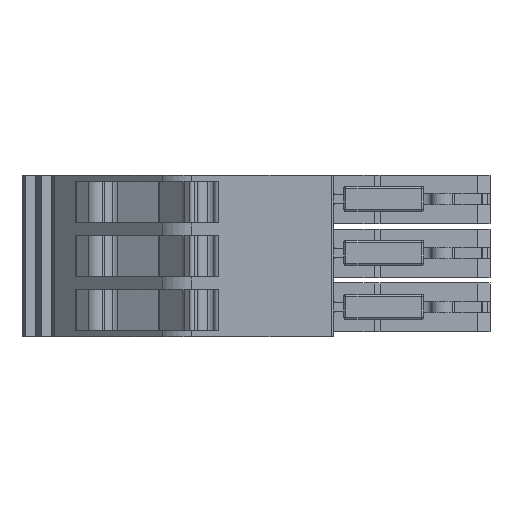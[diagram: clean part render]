
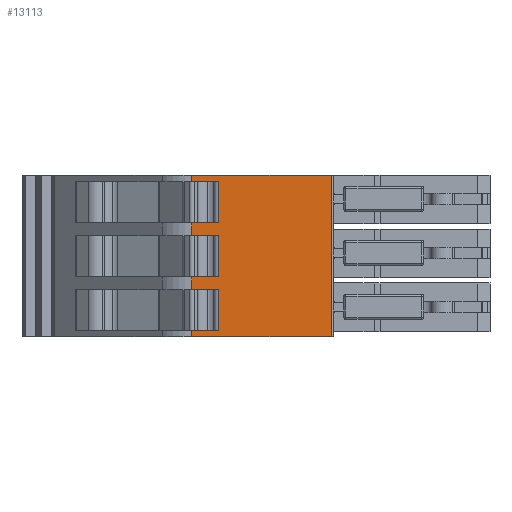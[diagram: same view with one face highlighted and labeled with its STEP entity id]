
A CAD part, left-side view. The second image highlights one B-rep face of the part: STEP entity #13113.
In plain terms, the highlighted planar face has unit normal (-1, 0, 0).
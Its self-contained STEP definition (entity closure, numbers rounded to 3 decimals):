
#46 = CARTESIAN_POINT ( 'NONE',  ( -6.359, 28.742, 5.2 ) ) ;
#82 = CARTESIAN_POINT ( 'NONE',  ( -6.359, 28.742, 4.55 ) ) ;
#89 = AXIS2_PLACEMENT_3D ( 'NONE', #11936, #13271, #6989 ) ;
#141 = ORIENTED_EDGE ( 'NONE', *, *, #5754, .T. ) ;
#312 = CARTESIAN_POINT ( 'NONE',  ( -6.359, 15.281, 5.2 ) ) ;
#427 = ORIENTED_EDGE ( 'NONE', *, *, #1281, .T. ) ;
#519 = EDGE_CURVE ( 'NONE', #6138, #11843, #5757, .T. ) ;
#577 = CARTESIAN_POINT ( 'NONE',  ( -6.359, 28.742, -0.65 ) ) ;
#642 = VECTOR ( 'NONE', #9316, 1000. ) ;
#926 = VECTOR ( 'NONE', #2706, 1000. ) ;
#1062 = LINE ( 'NONE', #3936, #13121 ) ;
#1133 = ORIENTED_EDGE ( 'NONE', *, *, #7813, .T. ) ;
#1231 = CARTESIAN_POINT ( 'NONE',  ( -6.359, 28.742, 0. ) ) ;
#1238 = LINE ( 'NONE', #8970, #926 ) ;
#1281 = EDGE_CURVE ( 'NONE', #10714, #3712, #6887, .T. ) ;
#1351 = VECTOR ( 'NONE', #2785, 1000. ) ;
#1430 = CARTESIAN_POINT ( 'NONE',  ( -6.359, 15.281, 4.55 ) ) ;
#1481 = ORIENTED_EDGE ( 'NONE', *, *, #13189, .T. ) ;
#1525 = LINE ( 'NONE', #5127, #12111 ) ;
#1888 = VECTOR ( 'NONE', #8338, 1000. ) ;
#2039 = EDGE_CURVE ( 'NONE', #11309, #10427, #1525, .T. ) ;
#2211 = EDGE_CURVE ( 'NONE', #9995, #7391, #6057, .T. ) ;
#2271 = VECTOR ( 'NONE', #5726, 1000. ) ;
#2362 = VECTOR ( 'NONE', #4176, 1000. ) ;
#2706 = DIRECTION ( 'NONE',  ( 0., 0., -1. ) ) ;
#2785 = DIRECTION ( 'NONE',  ( 0., -1., 0. ) ) ;
#3150 = CARTESIAN_POINT ( 'NONE',  ( -6.359, 26.119, 4.55 ) ) ;
#3230 = EDGE_CURVE ( 'NONE', #6164, #4059, #11269, .T. ) ;
#3232 = VECTOR ( 'NONE', #10519, 1000. ) ;
#3366 = ORIENTED_EDGE ( 'NONE', *, *, #4802, .T. ) ;
#3420 = LINE ( 'NONE', #7212, #9462 ) ;
#3599 = VECTOR ( 'NONE', #4655, 1000. ) ;
#3712 = VERTEX_POINT ( 'NONE', #12229 ) ;
#3877 = EDGE_CURVE ( 'NONE', #8144, #11843, #8800, .T. ) ;
#3936 = CARTESIAN_POINT ( 'NONE',  ( -6.359, 15.281, 0.6 ) ) ;
#3971 = CARTESIAN_POINT ( 'NONE',  ( -6.359, 28.742, -5.85 ) ) ;
#4059 = VERTEX_POINT ( 'NONE', #6776 ) ;
#4100 = VECTOR ( 'NONE', #10727, 1000. ) ;
#4126 = ORIENTED_EDGE ( 'NONE', *, *, #519, .F. ) ;
#4130 = CARTESIAN_POINT ( 'NONE',  ( -6.359, 26.119, -9.8 ) ) ;
#4176 = DIRECTION ( 'NONE',  ( 0., -1., 0. ) ) ;
#4422 = DIRECTION ( 'NONE',  ( 0., -1., 0. ) ) ;
#4464 = LINE ( 'NONE', #13445, #1888 ) ;
#4497 = EDGE_CURVE ( 'NONE', #7998, #11309, #9917, .T. ) ;
#4549 = VERTEX_POINT ( 'NONE', #82 ) ;
#4655 = DIRECTION ( 'NONE',  ( 0., 0., 1. ) ) ;
#4697 = CARTESIAN_POINT ( 'NONE',  ( -6.359, 15.281, -0.65 ) ) ;
#4698 = CARTESIAN_POINT ( 'NONE',  ( -6.359, 15.281, -10.4 ) ) ;
#4802 = EDGE_CURVE ( 'NONE', #4549, #13309, #12988, .T. ) ;
#4873 = FACE_OUTER_BOUND ( 'NONE', #8650, .T. ) ;
#4947 = ORIENTED_EDGE ( 'NONE', *, *, #2039, .T. ) ;
#5020 = DIRECTION ( 'NONE',  ( 0., 0., -1. ) ) ;
#5127 = CARTESIAN_POINT ( 'NONE',  ( -6.359, 15.281, -4.6 ) ) ;
#5306 = CARTESIAN_POINT ( 'NONE',  ( -6.359, 15.281, -5.85 ) ) ;
#5624 = ORIENTED_EDGE ( 'NONE', *, *, #3230, .F. ) ;
#5714 = EDGE_CURVE ( 'NONE', #7391, #10714, #1238, .T. ) ;
#5726 = DIRECTION ( 'NONE',  ( 0., 0., 1. ) ) ;
#5754 = EDGE_CURVE ( 'NONE', #6164, #7998, #10482, .T. ) ;
#5757 = LINE ( 'NONE', #46, #2362 ) ;
#5891 = CARTESIAN_POINT ( 'NONE',  ( -6.359, 28.742, 0. ) ) ;
#6057 = LINE ( 'NONE', #5306, #11292 ) ;
#6138 = VERTEX_POINT ( 'NONE', #8669 ) ;
#6164 = VERTEX_POINT ( 'NONE', #577 ) ;
#6186 = LINE ( 'NONE', #5891, #8991 ) ;
#6263 = DIRECTION ( 'NONE',  ( 0., 1., 0. ) ) ;
#6757 = CARTESIAN_POINT ( 'NONE',  ( -6.359, 28.742, -4.6 ) ) ;
#6776 = CARTESIAN_POINT ( 'NONE',  ( -6.359, 28.742, 0.6 ) ) ;
#6837 = VECTOR ( 'NONE', #9529, 1000. ) ;
#6887 = LINE ( 'NONE', #10680, #4100 ) ;
#6898 = VERTEX_POINT ( 'NONE', #10548 ) ;
#6989 = DIRECTION ( 'NONE',  ( 0., -1., 0. ) ) ;
#7212 = CARTESIAN_POINT ( 'NONE',  ( -6.359, 26.119, 0. ) ) ;
#7234 = ORIENTED_EDGE ( 'NONE', *, *, #3877, .T. ) ;
#7263 = VERTEX_POINT ( 'NONE', #8101 ) ;
#7377 = ORIENTED_EDGE ( 'NONE', *, *, #11041, .F. ) ;
#7391 = VERTEX_POINT ( 'NONE', #9482 ) ;
#7688 = EDGE_CURVE ( 'NONE', #6898, #4059, #1062, .T. ) ;
#7813 = EDGE_CURVE ( 'NONE', #7263, #8144, #4464, .T. ) ;
#7869 = LINE ( 'NONE', #8929, #3599 ) ;
#7998 = VERTEX_POINT ( 'NONE', #12821 ) ;
#8083 = DIRECTION ( 'NONE',  ( 0., 1., 0. ) ) ;
#8101 = CARTESIAN_POINT ( 'NONE',  ( -6.359, 28.742, -10.4 ) ) ;
#8144 = VERTEX_POINT ( 'NONE', #4698 ) ;
#8316 = ORIENTED_EDGE ( 'NONE', *, *, #2211, .T. ) ;
#8338 = DIRECTION ( 'NONE',  ( 0., -1., 0. ) ) ;
#8650 = EDGE_LOOP ( 'NONE', ( #7234, #4126, #9573, #3366, #1481, #9160, #5624, #141, #12597, #4947, #9924, #8316, #11374, #427, #7377, #1133 ) ) ;
#8669 = CARTESIAN_POINT ( 'NONE',  ( -6.359, 28.742, 5.2 ) ) ;
#8675 = DIRECTION ( 'NONE',  ( 0., -1., 0. ) ) ;
#8800 = LINE ( 'NONE', #9476, #3232 ) ;
#8929 = CARTESIAN_POINT ( 'NONE',  ( -6.359, 28.742, -5.2 ) ) ;
#8970 = CARTESIAN_POINT ( 'NONE',  ( -6.359, 26.119, -10.4 ) ) ;
#8991 = VECTOR ( 'NONE', #11381, 1000. ) ;
#9160 = ORIENTED_EDGE ( 'NONE', *, *, #7688, .T. ) ;
#9316 = DIRECTION ( 'NONE',  ( 0., 0., -1. ) ) ;
#9462 = VECTOR ( 'NONE', #5020, 1000. ) ;
#9476 = CARTESIAN_POINT ( 'NONE',  ( -6.359, 15.281, 0. ) ) ;
#9482 = CARTESIAN_POINT ( 'NONE',  ( -6.359, 26.119, -5.85 ) ) ;
#9529 = DIRECTION ( 'NONE',  ( 0., 0., 1. ) ) ;
#9571 = VECTOR ( 'NONE', #8675, 1000. ) ;
#9573 = ORIENTED_EDGE ( 'NONE', *, *, #13162, .T. ) ;
#9785 = EDGE_CURVE ( 'NONE', #9995, #10427, #7869, .T. ) ;
#9917 = LINE ( 'NONE', #10091, #642 ) ;
#9924 = ORIENTED_EDGE ( 'NONE', *, *, #9785, .F. ) ;
#9995 = VERTEX_POINT ( 'NONE', #3971 ) ;
#10091 = CARTESIAN_POINT ( 'NONE',  ( -6.359, 26.119, -5.2 ) ) ;
#10149 = PLANE ( 'NONE',  #89 ) ;
#10256 = CARTESIAN_POINT ( 'NONE',  ( -6.359, 26.119, -4.6 ) ) ;
#10427 = VERTEX_POINT ( 'NONE', #6757 ) ;
#10482 = LINE ( 'NONE', #4697, #1351 ) ;
#10519 = DIRECTION ( 'NONE',  ( 0., 0., 1. ) ) ;
#10548 = CARTESIAN_POINT ( 'NONE',  ( -6.359, 26.119, 0.6 ) ) ;
#10680 = CARTESIAN_POINT ( 'NONE',  ( -6.359, 15.281, -9.8 ) ) ;
#10714 = VERTEX_POINT ( 'NONE', #4130 ) ;
#10727 = DIRECTION ( 'NONE',  ( 0., 1., 0. ) ) ;
#11041 = EDGE_CURVE ( 'NONE', #7263, #3712, #11571, .T. ) ;
#11269 = LINE ( 'NONE', #1231, #6837 ) ;
#11292 = VECTOR ( 'NONE', #4422, 1000. ) ;
#11309 = VERTEX_POINT ( 'NONE', #10256 ) ;
#11374 = ORIENTED_EDGE ( 'NONE', *, *, #5714, .T. ) ;
#11381 = DIRECTION ( 'NONE',  ( 0., 0., -1. ) ) ;
#11571 = LINE ( 'NONE', #11964, #2271 ) ;
#11843 = VERTEX_POINT ( 'NONE', #312 ) ;
#11936 = CARTESIAN_POINT ( 'NONE',  ( -6.359, 15.281, 0. ) ) ;
#11964 = CARTESIAN_POINT ( 'NONE',  ( -6.359, 28.742, -10.4 ) ) ;
#12111 = VECTOR ( 'NONE', #6263, 1000. ) ;
#12229 = CARTESIAN_POINT ( 'NONE',  ( -6.359, 28.742, -9.8 ) ) ;
#12597 = ORIENTED_EDGE ( 'NONE', *, *, #4497, .T. ) ;
#12821 = CARTESIAN_POINT ( 'NONE',  ( -6.359, 26.119, -0.65 ) ) ;
#12988 = LINE ( 'NONE', #1430, #9571 ) ;
#13113 = ADVANCED_FACE ( 'NONE', ( #4873 ), #10149, .T. ) ;
#13121 = VECTOR ( 'NONE', #8083, 1000. ) ;
#13162 = EDGE_CURVE ( 'NONE', #6138, #4549, #6186, .T. ) ;
#13189 = EDGE_CURVE ( 'NONE', #13309, #6898, #3420, .T. ) ;
#13271 = DIRECTION ( 'NONE',  ( -1., 0., 0. ) ) ;
#13309 = VERTEX_POINT ( 'NONE', #3150 ) ;
#13445 = CARTESIAN_POINT ( 'NONE',  ( -6.359, 15.281, -10.4 ) ) ;
